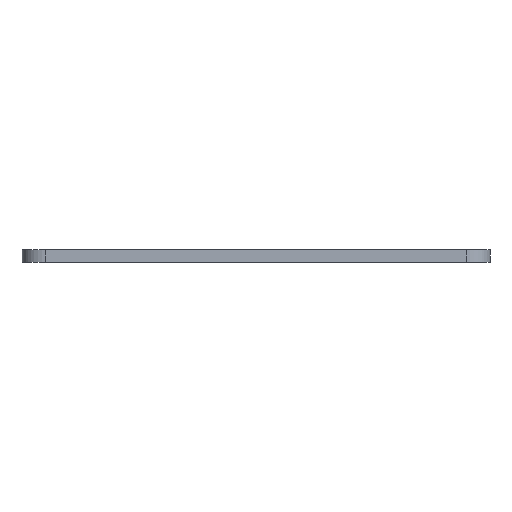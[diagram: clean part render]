
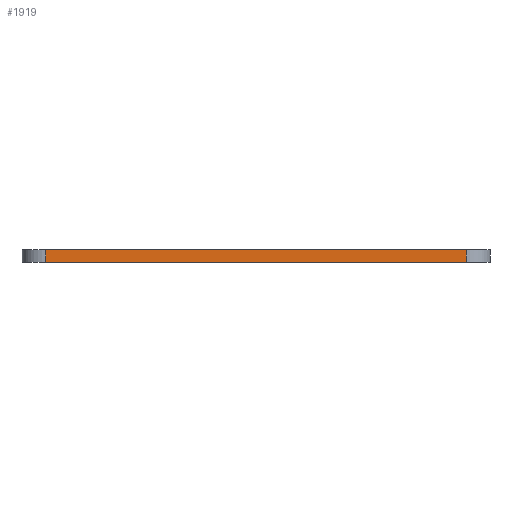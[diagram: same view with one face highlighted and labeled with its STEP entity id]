
A CAD part, front view. The second image highlights one B-rep face of the part: STEP entity #1919.
In plain terms, the highlighted planar face has unit normal (0, -1, 0).
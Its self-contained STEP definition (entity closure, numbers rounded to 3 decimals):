
#172 = VERTEX_POINT('',#173);
#173 = CARTESIAN_POINT('',(37.6,-119.2,0.));
#180 = EDGE_CURVE('',#181,#172,#183,.T.);
#181 = VERTEX_POINT('',#182);
#182 = CARTESIAN_POINT('',(91.,-119.2,0.));
#183 = LINE('',#184,#185);
#184 = CARTESIAN_POINT('',(91.,-119.2,0.));
#185 = VECTOR('',#186,1.);
#186 = DIRECTION('',(-1.,0.,0.));
#1023 = VERTEX_POINT('',#1024);
#1024 = CARTESIAN_POINT('',(37.6,-119.2,1.6));
#1031 = EDGE_CURVE('',#1032,#1023,#1034,.T.);
#1032 = VERTEX_POINT('',#1033);
#1033 = CARTESIAN_POINT('',(91.,-119.2,1.6));
#1034 = LINE('',#1035,#1036);
#1035 = CARTESIAN_POINT('',(91.,-119.2,1.6));
#1036 = VECTOR('',#1037,1.);
#1037 = DIRECTION('',(-1.,0.,0.));
#1891 = EDGE_CURVE('',#181,#1032,#1892,.T.);
#1892 = LINE('',#1893,#1894);
#1893 = CARTESIAN_POINT('',(91.,-119.2,0.));
#1894 = VECTOR('',#1895,1.);
#1895 = DIRECTION('',(0.,0.,1.));
#1919 = ADVANCED_FACE('',(#1920),#1931,.T.);
#1920 = FACE_BOUND('',#1921,.T.);
#1921 = EDGE_LOOP('',(#1922,#1923,#1924,#1930));
#1922 = ORIENTED_EDGE('',*,*,#1891,.T.);
#1923 = ORIENTED_EDGE('',*,*,#1031,.T.);
#1924 = ORIENTED_EDGE('',*,*,#1925,.F.);
#1925 = EDGE_CURVE('',#172,#1023,#1926,.T.);
#1926 = LINE('',#1927,#1928);
#1927 = CARTESIAN_POINT('',(37.6,-119.2,0.));
#1928 = VECTOR('',#1929,1.);
#1929 = DIRECTION('',(0.,0.,1.));
#1930 = ORIENTED_EDGE('',*,*,#180,.F.);
#1931 = PLANE('',#1932);
#1932 = AXIS2_PLACEMENT_3D('',#1933,#1934,#1935);
#1933 = CARTESIAN_POINT('',(91.,-119.2,0.));
#1934 = DIRECTION('',(0.,-1.,0.));
#1935 = DIRECTION('',(-1.,0.,0.));
